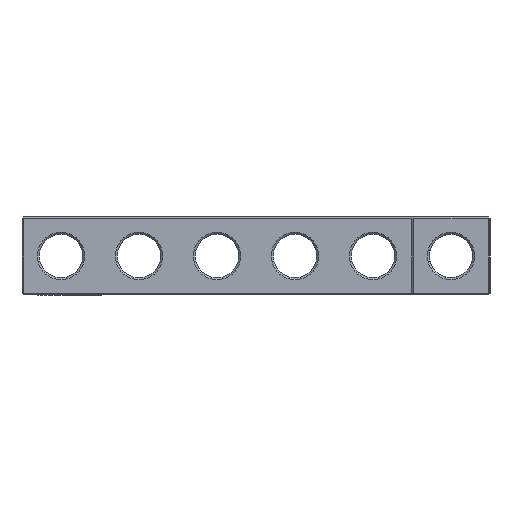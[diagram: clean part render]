
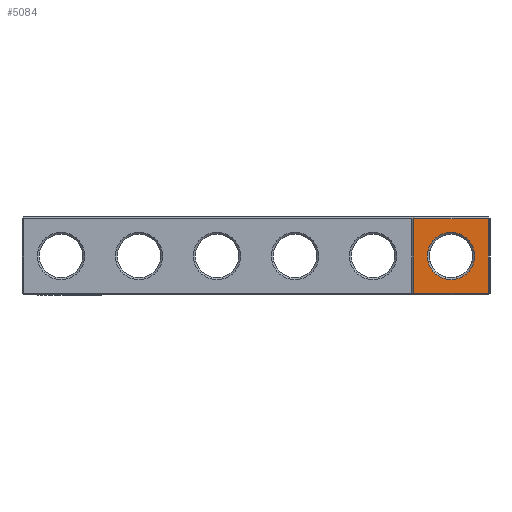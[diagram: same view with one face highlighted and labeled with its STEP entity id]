
A CAD part, left-side view. The second image highlights one B-rep face of the part: STEP entity #5084.
In plain terms, the highlighted planar face has unit normal (-1, 0, 0).
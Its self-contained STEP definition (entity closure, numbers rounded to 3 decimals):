
#361 = PLANE('',#362);
#362 = AXIS2_PLACEMENT_3D('',#363,#364,#365);
#363 = CARTESIAN_POINT('',(-131.1,6.1,0.));
#364 = DIRECTION('',(0.707,-0.707,0.));
#365 = DIRECTION('',(-0.,-0.,-1.));
#1334 = VERTEX_POINT('',#1335);
#1335 = CARTESIAN_POINT('',(-131.25,5.95,0.3));
#1356 = EDGE_CURVE('',#1334,#1357,#1359,.T.);
#1357 = VERTEX_POINT('',#1358);
#1358 = CARTESIAN_POINT('',(-131.25,5.95,12.2));
#1359 = SURFACE_CURVE('',#1360,(#1364,#1371),.PCURVE_S1.);
#1360 = LINE('',#1361,#1362);
#1361 = CARTESIAN_POINT('',(-131.25,5.95,0.));
#1362 = VECTOR('',#1363,1.);
#1363 = DIRECTION('',(0.,0.,1.));
#1364 = PCURVE('',#361,#1365);
#1365 = DEFINITIONAL_REPRESENTATION('',(#1366),#1370);
#1366 = LINE('',#1367,#1368);
#1367 = CARTESIAN_POINT('',(-0.,-0.212));
#1368 = VECTOR('',#1369,1.);
#1369 = DIRECTION('',(-1.,0.));
#1370 = ( GEOMETRIC_REPRESENTATION_CONTEXT(2) 
PARAMETRIC_REPRESENTATION_CONTEXT() REPRESENTATION_CONTEXT('2D SPACE',''
  ) );
#1371 = PCURVE('',#1372,#1377);
#1372 = PLANE('',#1373);
#1373 = AXIS2_PLACEMENT_3D('',#1374,#1375,#1376);
#1374 = CARTESIAN_POINT('',(-131.25,6.25,0.));
#1375 = DIRECTION('',(1.,0.,0.));
#1376 = DIRECTION('',(0.,-1.,0.));
#1377 = DEFINITIONAL_REPRESENTATION('',(#1378),#1382);
#1378 = LINE('',#1379,#1380);
#1379 = CARTESIAN_POINT('',(0.3,0.));
#1380 = VECTOR('',#1381,1.);
#1381 = DIRECTION('',(0.,-1.));
#1382 = ( GEOMETRIC_REPRESENTATION_CONTEXT(2) 
PARAMETRIC_REPRESENTATION_CONTEXT() REPRESENTATION_CONTEXT('2D SPACE',''
  ) );
#2003 = PLANE('',#2004);
#2004 = AXIS2_PLACEMENT_3D('',#2005,#2006,#2007);
#2005 = CARTESIAN_POINT('',(-131.1,6.25,0.15));
#2006 = DIRECTION('',(0.707,0.,0.707)
  );
#2007 = DIRECTION('',(0.,-1.,0.));
#3034 = PLANE('',#3035);
#3035 = AXIS2_PLACEMENT_3D('',#3036,#3037,#3038);
#3036 = CARTESIAN_POINT('',(-131.1,6.25,12.35));
#3037 = DIRECTION('',(-0.707,0.,0.707));
#3038 = DIRECTION('',(0.,-1.,0.));
#5084 = ADVANCED_FACE('',(#5085,#5160),#1372,.F.);
#5085 = FACE_BOUND('',#5086,.F.);
#5086 = EDGE_LOOP('',(#5087,#5117,#5138,#5139));
#5087 = ORIENTED_EDGE('',*,*,#5088,.F.);
#5088 = EDGE_CURVE('',#5089,#5091,#5093,.T.);
#5089 = VERTEX_POINT('',#5090);
#5090 = CARTESIAN_POINT('',(-131.25,-5.95,0.3));
#5091 = VERTEX_POINT('',#5092);
#5092 = CARTESIAN_POINT('',(-131.25,-5.95,12.2));
#5093 = SURFACE_CURVE('',#5094,(#5098,#5105),.PCURVE_S1.);
#5094 = LINE('',#5095,#5096);
#5095 = CARTESIAN_POINT('',(-131.25,-5.95,0.));
#5096 = VECTOR('',#5097,1.);
#5097 = DIRECTION('',(0.,0.,1.));
#5098 = PCURVE('',#1372,#5099);
#5099 = DEFINITIONAL_REPRESENTATION('',(#5100),#5104);
#5100 = LINE('',#5101,#5102);
#5101 = CARTESIAN_POINT('',(12.2,0.));
#5102 = VECTOR('',#5103,1.);
#5103 = DIRECTION('',(0.,-1.));
#5104 = ( GEOMETRIC_REPRESENTATION_CONTEXT(2) 
PARAMETRIC_REPRESENTATION_CONTEXT() REPRESENTATION_CONTEXT('2D SPACE',''
  ) );
#5105 = PCURVE('',#5106,#5111);
#5106 = PLANE('',#5107);
#5107 = AXIS2_PLACEMENT_3D('',#5108,#5109,#5110);
#5108 = CARTESIAN_POINT('',(-131.1,-6.1,0.));
#5109 = DIRECTION('',(-0.707,-0.707,0.));
#5110 = DIRECTION('',(0.,0.,1.));
#5111 = DEFINITIONAL_REPRESENTATION('',(#5112),#5116);
#5112 = LINE('',#5113,#5114);
#5113 = CARTESIAN_POINT('',(0.,0.212));
#5114 = VECTOR('',#5115,1.);
#5115 = DIRECTION('',(1.,0.));
#5116 = ( GEOMETRIC_REPRESENTATION_CONTEXT(2) 
PARAMETRIC_REPRESENTATION_CONTEXT() REPRESENTATION_CONTEXT('2D SPACE',''
  ) );
#5117 = ORIENTED_EDGE('',*,*,#5118,.F.);
#5118 = EDGE_CURVE('',#1334,#5089,#5119,.T.);
#5119 = SURFACE_CURVE('',#5120,(#5124,#5131),.PCURVE_S1.);
#5120 = LINE('',#5121,#5122);
#5121 = CARTESIAN_POINT('',(-131.25,6.25,0.3));
#5122 = VECTOR('',#5123,1.);
#5123 = DIRECTION('',(0.,-1.,0.));
#5124 = PCURVE('',#1372,#5125);
#5125 = DEFINITIONAL_REPRESENTATION('',(#5126),#5130);
#5126 = LINE('',#5127,#5128);
#5127 = CARTESIAN_POINT('',(0.,-0.3));
#5128 = VECTOR('',#5129,1.);
#5129 = DIRECTION('',(1.,0.));
#5130 = ( GEOMETRIC_REPRESENTATION_CONTEXT(2) 
PARAMETRIC_REPRESENTATION_CONTEXT() REPRESENTATION_CONTEXT('2D SPACE',''
  ) );
#5131 = PCURVE('',#2003,#5132);
#5132 = DEFINITIONAL_REPRESENTATION('',(#5133),#5137);
#5133 = LINE('',#5134,#5135);
#5134 = CARTESIAN_POINT('',(0.,-0.212));
#5135 = VECTOR('',#5136,1.);
#5136 = DIRECTION('',(1.,0.));
#5137 = ( GEOMETRIC_REPRESENTATION_CONTEXT(2) 
PARAMETRIC_REPRESENTATION_CONTEXT() REPRESENTATION_CONTEXT('2D SPACE',''
  ) );
#5138 = ORIENTED_EDGE('',*,*,#1356,.T.);
#5139 = ORIENTED_EDGE('',*,*,#5140,.T.);
#5140 = EDGE_CURVE('',#1357,#5091,#5141,.T.);
#5141 = SURFACE_CURVE('',#5142,(#5146,#5153),.PCURVE_S1.);
#5142 = LINE('',#5143,#5144);
#5143 = CARTESIAN_POINT('',(-131.25,6.25,12.2));
#5144 = VECTOR('',#5145,1.);
#5145 = DIRECTION('',(0.,-1.,0.));
#5146 = PCURVE('',#1372,#5147);
#5147 = DEFINITIONAL_REPRESENTATION('',(#5148),#5152);
#5148 = LINE('',#5149,#5150);
#5149 = CARTESIAN_POINT('',(0.,-12.2));
#5150 = VECTOR('',#5151,1.);
#5151 = DIRECTION('',(1.,0.));
#5152 = ( GEOMETRIC_REPRESENTATION_CONTEXT(2) 
PARAMETRIC_REPRESENTATION_CONTEXT() REPRESENTATION_CONTEXT('2D SPACE',''
  ) );
#5153 = PCURVE('',#3034,#5154);
#5154 = DEFINITIONAL_REPRESENTATION('',(#5155),#5159);
#5155 = LINE('',#5156,#5157);
#5156 = CARTESIAN_POINT('',(-0.,-0.212));
#5157 = VECTOR('',#5158,1.);
#5158 = DIRECTION('',(1.,0.));
#5159 = ( GEOMETRIC_REPRESENTATION_CONTEXT(2) 
PARAMETRIC_REPRESENTATION_CONTEXT() REPRESENTATION_CONTEXT('2D SPACE',''
  ) );
#5160 = FACE_BOUND('',#5161,.F.);
#5161 = EDGE_LOOP('',(#5162));
#5162 = ORIENTED_EDGE('',*,*,#5163,.T.);
#5163 = EDGE_CURVE('',#5164,#5164,#5166,.T.);
#5164 = VERTEX_POINT('',#5165);
#5165 = CARTESIAN_POINT('',(-131.25,0.,10.04));
#5166 = SURFACE_CURVE('',#5167,(#5172,#5183),.PCURVE_S1.);
#5167 = CIRCLE('',#5168,3.79);
#5168 = AXIS2_PLACEMENT_3D('',#5169,#5170,#5171);
#5169 = CARTESIAN_POINT('',(-131.25,0.,6.25));
#5170 = DIRECTION('',(-1.,0.,0.));
#5171 = DIRECTION('',(0.,0.,1.));
#5172 = PCURVE('',#1372,#5173);
#5173 = DEFINITIONAL_REPRESENTATION('',(#5174),#5182);
#5174 = ( BOUNDED_CURVE() B_SPLINE_CURVE(2,(#5175,#5176,#5177,#5178,
#5179,#5180,#5181),.UNSPECIFIED.,.T.,.F.) B_SPLINE_CURVE_WITH_KNOTS((1,2
    ,2,2,2,1),(-2.094,0.,2.094,4.189,
6.283,8.378),.UNSPECIFIED.) CURVE() 
GEOMETRIC_REPRESENTATION_ITEM() RATIONAL_B_SPLINE_CURVE((1.,0.5,1.,0.5,
1.,0.5,1.)) REPRESENTATION_ITEM('') );
#5175 = CARTESIAN_POINT('',(6.25,-10.04));
#5176 = CARTESIAN_POINT('',(-0.314,-10.04));
#5177 = CARTESIAN_POINT('',(2.968,-4.355));
#5178 = CARTESIAN_POINT('',(6.25,1.33));
#5179 = CARTESIAN_POINT('',(9.532,-4.355));
#5180 = CARTESIAN_POINT('',(12.814,-10.04));
#5181 = CARTESIAN_POINT('',(6.25,-10.04));
#5182 = ( GEOMETRIC_REPRESENTATION_CONTEXT(2) 
PARAMETRIC_REPRESENTATION_CONTEXT() REPRESENTATION_CONTEXT('2D SPACE',''
  ) );
#5183 = PCURVE('',#5184,#5189);
#5184 = CONICAL_SURFACE('',#5185,3.49,0.785);
#5185 = AXIS2_PLACEMENT_3D('',#5186,#5187,#5188);
#5186 = CARTESIAN_POINT('',(-130.95,0.,6.25));
#5187 = DIRECTION('',(-1.,-0.,0.));
#5188 = DIRECTION('',(0.,0.,1.));
#5189 = DEFINITIONAL_REPRESENTATION('',(#5190),#5194);
#5190 = LINE('',#5191,#5192);
#5191 = CARTESIAN_POINT('',(0.,0.3));
#5192 = VECTOR('',#5193,1.);
#5193 = DIRECTION('',(1.,0.));
#5194 = ( GEOMETRIC_REPRESENTATION_CONTEXT(2) 
PARAMETRIC_REPRESENTATION_CONTEXT() REPRESENTATION_CONTEXT('2D SPACE',''
  ) );
